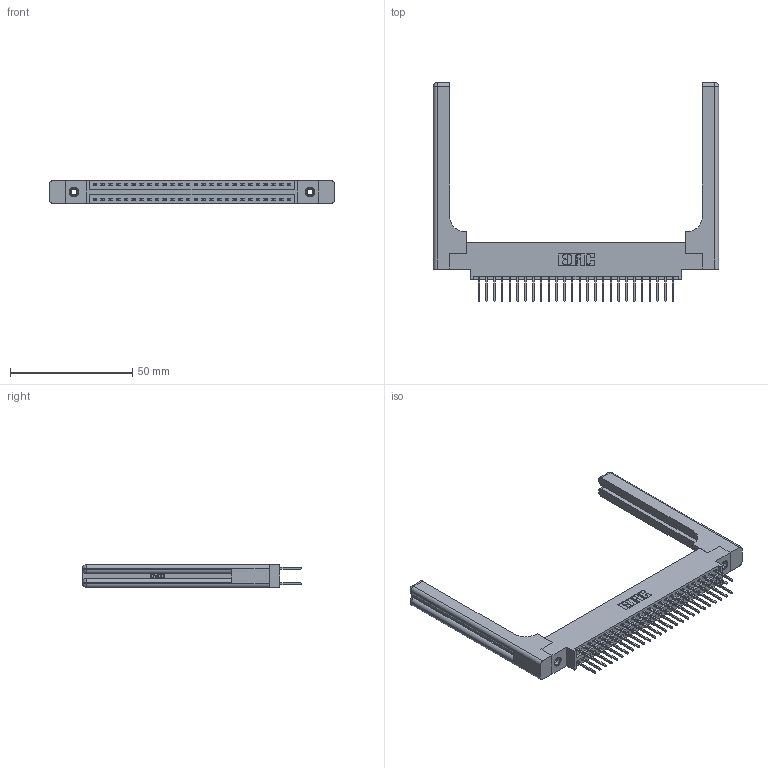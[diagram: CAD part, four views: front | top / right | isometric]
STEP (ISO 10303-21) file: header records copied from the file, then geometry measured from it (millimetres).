
FILE_DESCRIPTION (( 'STEP AP203' ), '1' );
FILE_NAME ('396-052-526-858.STEP', '2019-11-02T07:38:47', ( '' ), ( '' ), 'SwSTEP 2.0', 'SolidWorks 2016', '' );
FILE_SCHEMA (( 'CONFIG_CONTROL_DESIGN' ));
Length unit declared in the file: inch
Products named in the file (5): 396-052-526-858; 346 Part_0.170 Offset - 0.156 Dia-TH; 345-292-001_345-293-126; 345-250-001_345-250-001-102; 346-220-058_345-220-058
Assembly tree (57 placements, depth 2):
  396-052-526-858
    346 Part_0.170 Offset - 0.156 Dia-TH
    345-292-001_345-293-126  x52
    345-250-001_345-250-001-102  x2
    346-220-058_345-220-058  x2
Bounding box: 116.61 x 89.41 x 9.4 mm (x, y, z)
Volume: 18671.7 mm3; surface area: 20646.7 mm2
Topology: 57 solids, 57 shells, 3086 faces, 9067 edges, 5954 vertices
Faces by surface type: plane 2048, cylinder 978, bspline 36, cone 12, sphere 8, torus 4
Entity records: 24454 total; most frequent: CARTESIAN_POINT 5061, ORIENTED_EDGE 3792, DIRECTION 3444, EDGE_CURVE 1896, VECTOR 1568, LINE 1568, VERTEX_POINT 1254, AXIS2_PLACEMENT_3D 938
